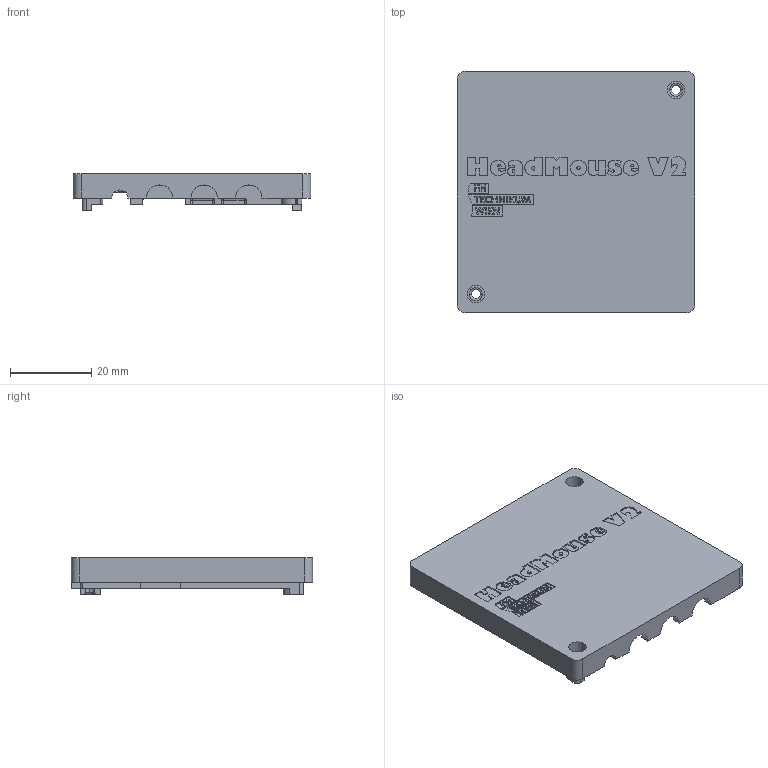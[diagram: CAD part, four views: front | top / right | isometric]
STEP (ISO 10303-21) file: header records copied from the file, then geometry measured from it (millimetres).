
FILE_DESCRIPTION (( 'STEP AP214' ), '1' );
FILE_NAME ('Case_top.STEP', '2024-08-21T09:13:35', ( '' ), ( '' ), 'SwSTEP 2.0', 'SolidWorks 2024', '' );
FILE_SCHEMA (( 'AUTOMOTIVE_DESIGN' ));
Length unit declared in the file: millimetre
Products named in the file (1): Case_top
Bounding box: 58.7 x 59.5 x 9 mm (x, y, z)
Volume: 9444.6 mm3; surface area: 9771.6 mm2
Topology: 1 solids, 1 shells, 677 faces, 1870 edges, 1224 vertices
Faces by surface type: plane 503, bspline 87, cylinder 64, torus 15, sphere 8
Entity records: 24538 total; most frequent: CARTESIAN_POINT 7754, ORIENTED_EDGE 3716, DIRECTION 3034, EDGE_CURVE 1858, VECTOR 1518, LINE 1518, VERTEX_POINT 1224, AXIS2_PLACEMENT_3D 758
